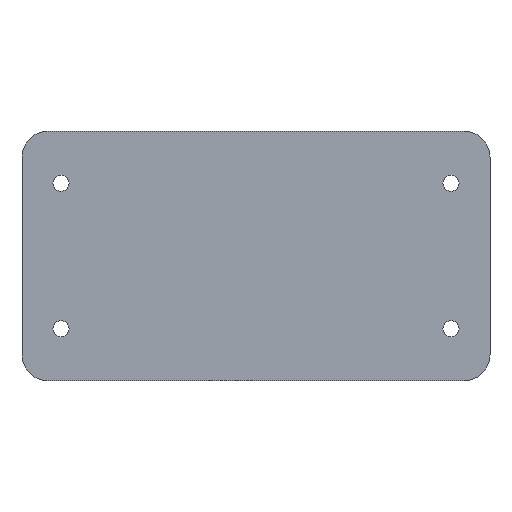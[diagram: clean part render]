
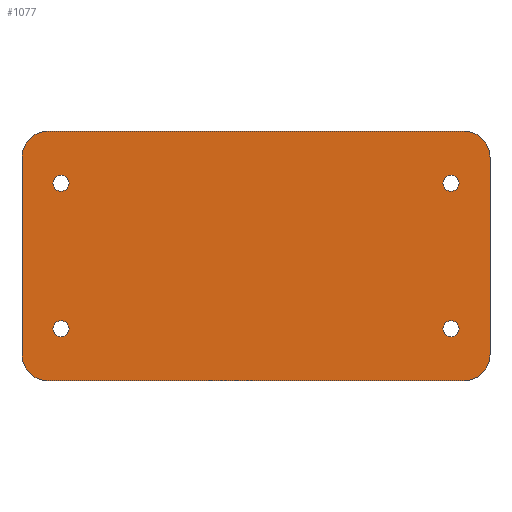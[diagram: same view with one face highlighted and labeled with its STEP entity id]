
A CAD part, front view. The second image highlights one B-rep face of the part: STEP entity #1077.
In plain terms, the highlighted planar face has unit normal (0, -1, 0).
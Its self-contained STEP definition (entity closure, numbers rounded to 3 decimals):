
#4 = LINE ( 'NONE', #48, #561 ) ;
#9 = ORIENTED_EDGE ( 'NONE', *, *, #834, .T. ) ;
#11 = EDGE_LOOP ( 'NONE', ( #1052, #584 ) ) ;
#22 = DIRECTION ( 'NONE',  ( 0., 0., 1. ) ) ;
#24 = VECTOR ( 'NONE', #317, 1000. ) ;
#28 = EDGE_CURVE ( 'NONE', #250, #730, #642, .T. ) ;
#32 = VERTEX_POINT ( 'NONE', #77 ) ;
#46 = CARTESIAN_POINT ( 'NONE',  ( 40., -35., -24. ) ) ;
#48 = CARTESIAN_POINT ( 'NONE',  ( -20., -35., 24. ) ) ;
#50 = DIRECTION ( 'NONE',  ( 0., -1., 0. ) ) ;
#61 = CARTESIAN_POINT ( 'NONE',  ( 37.5, -35., 14. ) ) ;
#74 = ORIENTED_EDGE ( 'NONE', *, *, #738, .T. ) ;
#77 = CARTESIAN_POINT ( 'NONE',  ( -37.5, -35., -15.55 ) ) ;
#78 = DIRECTION ( 'NONE',  ( 0., -1., 0. ) ) ;
#91 = VERTEX_POINT ( 'NONE', #1092 ) ;
#96 = CIRCLE ( 'NONE', #1034, 5. ) ;
#106 = EDGE_CURVE ( 'NONE', #730, #216, #972, .T. ) ;
#123 = FACE_OUTER_BOUND ( 'NONE', #1002, .T. ) ;
#129 = AXIS2_PLACEMENT_3D ( 'NONE', #1051, #622, #539 ) ;
#135 = CARTESIAN_POINT ( 'NONE',  ( 40., -35., 24. ) ) ;
#158 = CIRCLE ( 'NONE', #852, 1.55 ) ;
#169 = EDGE_CURVE ( 'NONE', #32, #550, #984, .T. ) ;
#172 = DIRECTION ( 'NONE',  ( 0., 0., -1. ) ) ;
#176 = AXIS2_PLACEMENT_3D ( 'NONE', #207, #963, #1046 ) ;
#179 = VERTEX_POINT ( 'NONE', #683 ) ;
#180 = VERTEX_POINT ( 'NONE', #256 ) ;
#184 = CIRCLE ( 'NONE', #886, 1.55 ) ;
#192 = ORIENTED_EDGE ( 'NONE', *, *, #242, .T. ) ;
#196 = CIRCLE ( 'NONE', #176, 5. ) ;
#197 = DIRECTION ( 'NONE',  ( 0., -1., 0. ) ) ;
#207 = CARTESIAN_POINT ( 'NONE',  ( -40., -35., 19. ) ) ;
#215 = CARTESIAN_POINT ( 'NONE',  ( -37.5, -35., 12.45 ) ) ;
#216 = VERTEX_POINT ( 'NONE', #781 ) ;
#236 = VERTEX_POINT ( 'NONE', #434 ) ;
#240 = DIRECTION ( 'NONE',  ( 0., 0., -1. ) ) ;
#242 = EDGE_CURVE ( 'NONE', #216, #461, #513, .T. ) ;
#250 = VERTEX_POINT ( 'NONE', #951 ) ;
#256 = CARTESIAN_POINT ( 'NONE',  ( 37.5, -35., -12.45 ) ) ;
#287 = VECTOR ( 'NONE', #864, 1000. ) ;
#317 = DIRECTION ( 'NONE',  ( 0., 0., -1. ) ) ;
#321 = CARTESIAN_POINT ( 'NONE',  ( 37.5, -35., -14. ) ) ;
#343 = AXIS2_PLACEMENT_3D ( 'NONE', #752, #924, #648 ) ;
#353 = CIRCLE ( 'NONE', #687, 1.55 ) ;
#374 = ORIENTED_EDGE ( 'NONE', *, *, #558, .F. ) ;
#382 = ORIENTED_EDGE ( 'NONE', *, *, #797, .F. ) ;
#384 = AXIS2_PLACEMENT_3D ( 'NONE', #430, #515, #518 ) ;
#389 = DIRECTION ( 'NONE',  ( 0., 0., 1. ) ) ;
#390 = EDGE_CURVE ( 'NONE', #817, #907, #158, .T. ) ;
#415 = CARTESIAN_POINT ( 'NONE',  ( -37.5, -35., -12.45 ) ) ;
#417 = DIRECTION ( 'NONE',  ( 0., -1., 0. ) ) ;
#430 = CARTESIAN_POINT ( 'NONE',  ( -37.5, -35., -14. ) ) ;
#434 = CARTESIAN_POINT ( 'NONE',  ( 45., -35., -19. ) ) ;
#454 = CARTESIAN_POINT ( 'NONE',  ( -37.5, -35., 14. ) ) ;
#456 = FACE_BOUND ( 'NONE', #11, .T. ) ;
#461 = VERTEX_POINT ( 'NONE', #46 ) ;
#462 = EDGE_CURVE ( 'NONE', #550, #32, #525, .T. ) ;
#471 = CARTESIAN_POINT ( 'NONE',  ( -37.5, -35., 14. ) ) ;
#475 = CIRCLE ( 'NONE', #992, 1.55 ) ;
#490 = CIRCLE ( 'NONE', #670, 1.55 ) ;
#494 = DIRECTION ( 'NONE',  ( 0., -1., 0. ) ) ;
#513 = LINE ( 'NONE', #592, #287 ) ;
#514 = ORIENTED_EDGE ( 'NONE', *, *, #798, .F. ) ;
#515 = DIRECTION ( 'NONE',  ( 0., -1., 0. ) ) ;
#518 = DIRECTION ( 'NONE',  ( 0., 0., 1. ) ) ;
#525 = CIRCLE ( 'NONE', #552, 1.55 ) ;
#531 = VERTEX_POINT ( 'NONE', #668 ) ;
#534 = CARTESIAN_POINT ( 'NONE',  ( 37.5, -35., 14. ) ) ;
#539 = DIRECTION ( 'NONE',  ( 0., 0., 1. ) ) ;
#550 = VERTEX_POINT ( 'NONE', #415 ) ;
#552 = AXIS2_PLACEMENT_3D ( 'NONE', #998, #50, #734 ) ;
#558 = EDGE_CURVE ( 'NONE', #807, #531, #702, .T. ) ;
#560 = DIRECTION ( 'NONE',  ( 1., 0., 0. ) ) ;
#561 = VECTOR ( 'NONE', #560, 1000. ) ;
#565 = ORIENTED_EDGE ( 'NONE', *, *, #733, .T. ) ;
#583 = EDGE_CURVE ( 'NONE', #180, #91, #490, .T. ) ;
#584 = ORIENTED_EDGE ( 'NONE', *, *, #583, .F. ) ;
#587 = CARTESIAN_POINT ( 'NONE',  ( -40., -35., -19. ) ) ;
#591 = CARTESIAN_POINT ( 'NONE',  ( 37.5, -35., -14. ) ) ;
#592 = CARTESIAN_POINT ( 'NONE',  ( -20., -35., -24. ) ) ;
#601 = ORIENTED_EDGE ( 'NONE', *, *, #169, .F. ) ;
#605 = FACE_BOUND ( 'NONE', #829, .T. ) ;
#614 = CARTESIAN_POINT ( 'NONE',  ( -45., -35., -19. ) ) ;
#622 = DIRECTION ( 'NONE',  ( 0., -1., 0. ) ) ;
#626 = DIRECTION ( 'NONE',  ( 0., 0., -1. ) ) ;
#642 = LINE ( 'NONE', #1076, #935 ) ;
#645 = CARTESIAN_POINT ( 'NONE',  ( 45., -35., 24. ) ) ;
#648 = DIRECTION ( 'NONE',  ( 0., 0., 1. ) ) ;
#668 = CARTESIAN_POINT ( 'NONE',  ( 37.5, -35., 12.45 ) ) ;
#670 = AXIS2_PLACEMENT_3D ( 'NONE', #591, #78, #172 ) ;
#683 = CARTESIAN_POINT ( 'NONE',  ( -40., -35., 24. ) ) ;
#687 = AXIS2_PLACEMENT_3D ( 'NONE', #321, #742, #240 ) ;
#702 = CIRCLE ( 'NONE', #1072, 1.55 ) ;
#709 = CIRCLE ( 'NONE', #129, 5. ) ;
#729 = ORIENTED_EDGE ( 'NONE', *, *, #28, .T. ) ;
#730 = VERTEX_POINT ( 'NONE', #614 ) ;
#731 = DIRECTION ( 'NONE',  ( 0., 0., 1. ) ) ;
#733 = EDGE_CURVE ( 'NONE', #987, #847, #709, .T. ) ;
#734 = DIRECTION ( 'NONE',  ( 0., 0., 1. ) ) ;
#738 = EDGE_CURVE ( 'NONE', #179, #250, #196, .T. ) ;
#742 = DIRECTION ( 'NONE',  ( 0., -1., 0. ) ) ;
#752 = CARTESIAN_POINT ( 'NONE',  ( -20., -35., 24. ) ) ;
#781 = CARTESIAN_POINT ( 'NONE',  ( -40., -35., -24. ) ) ;
#797 = EDGE_CURVE ( 'NONE', #531, #807, #184, .T. ) ;
#798 = EDGE_CURVE ( 'NONE', #907, #817, #475, .T. ) ;
#807 = VERTEX_POINT ( 'NONE', #1044 ) ;
#811 = FACE_BOUND ( 'NONE', #899, .T. ) ;
#817 = VERTEX_POINT ( 'NONE', #888 ) ;
#818 = ORIENTED_EDGE ( 'NONE', *, *, #462, .F. ) ;
#829 = EDGE_LOOP ( 'NONE', ( #514, #939 ) ) ;
#834 = EDGE_CURVE ( 'NONE', #461, #236, #96, .T. ) ;
#837 = PLANE ( 'NONE',  #343 ) ;
#847 = VERTEX_POINT ( 'NONE', #135 ) ;
#851 = DIRECTION ( 'NONE',  ( 0., 0., -1. ) ) ;
#852 = AXIS2_PLACEMENT_3D ( 'NONE', #471, #906, #389 ) ;
#864 = DIRECTION ( 'NONE',  ( 1., 0., 0. ) ) ;
#869 = LINE ( 'NONE', #645, #24 ) ;
#885 = DIRECTION ( 'NONE',  ( 0., -1., 0. ) ) ;
#886 = AXIS2_PLACEMENT_3D ( 'NONE', #534, #885, #626 ) ;
#888 = CARTESIAN_POINT ( 'NONE',  ( -37.5, -35., 15.55 ) ) ;
#889 = AXIS2_PLACEMENT_3D ( 'NONE', #587, #417, #1012 ) ;
#899 = EDGE_LOOP ( 'NONE', ( #382, #374 ) ) ;
#906 = DIRECTION ( 'NONE',  ( 0., -1., 0. ) ) ;
#907 = VERTEX_POINT ( 'NONE', #215 ) ;
#924 = DIRECTION ( 'NONE',  ( 0., 1., 0. ) ) ;
#935 = VECTOR ( 'NONE', #1004, 1000. ) ;
#939 = ORIENTED_EDGE ( 'NONE', *, *, #390, .F. ) ;
#951 = CARTESIAN_POINT ( 'NONE',  ( -45., -35., 19. ) ) ;
#957 = EDGE_CURVE ( 'NONE', #987, #236, #869, .T. ) ;
#963 = DIRECTION ( 'NONE',  ( 0., -1., 0. ) ) ;
#968 = EDGE_CURVE ( 'NONE', #179, #847, #4, .T. ) ;
#972 = CIRCLE ( 'NONE', #889, 5. ) ;
#984 = CIRCLE ( 'NONE', #384, 1.55 ) ;
#987 = VERTEX_POINT ( 'NONE', #1006 ) ;
#992 = AXIS2_PLACEMENT_3D ( 'NONE', #454, #197, #22 ) ;
#996 = ORIENTED_EDGE ( 'NONE', *, *, #968, .F. ) ;
#998 = CARTESIAN_POINT ( 'NONE',  ( -37.5, -35., -14. ) ) ;
#1001 = ORIENTED_EDGE ( 'NONE', *, *, #106, .T. ) ;
#1002 = EDGE_LOOP ( 'NONE', ( #1041, #565, #996, #74, #729, #1001, #192, #9 ) ) ;
#1004 = DIRECTION ( 'NONE',  ( 0., 0., -1. ) ) ;
#1006 = CARTESIAN_POINT ( 'NONE',  ( 45., -35., 19. ) ) ;
#1012 = DIRECTION ( 'NONE',  ( 0., 0., 1. ) ) ;
#1034 = AXIS2_PLACEMENT_3D ( 'NONE', #1057, #1054, #731 ) ;
#1041 = ORIENTED_EDGE ( 'NONE', *, *, #957, .F. ) ;
#1044 = CARTESIAN_POINT ( 'NONE',  ( 37.5, -35., 15.55 ) ) ;
#1045 = FACE_BOUND ( 'NONE', #1063, .T. ) ;
#1046 = DIRECTION ( 'NONE',  ( 0., 0., 1. ) ) ;
#1051 = CARTESIAN_POINT ( 'NONE',  ( 40., -35., 19. ) ) ;
#1052 = ORIENTED_EDGE ( 'NONE', *, *, #1061, .F. ) ;
#1054 = DIRECTION ( 'NONE',  ( 0., -1., 0. ) ) ;
#1057 = CARTESIAN_POINT ( 'NONE',  ( 40., -35., -19. ) ) ;
#1061 = EDGE_CURVE ( 'NONE', #91, #180, #353, .T. ) ;
#1063 = EDGE_LOOP ( 'NONE', ( #601, #818 ) ) ;
#1072 = AXIS2_PLACEMENT_3D ( 'NONE', #61, #494, #851 ) ;
#1076 = CARTESIAN_POINT ( 'NONE',  ( -45., -35., 24. ) ) ;
#1077 = ADVANCED_FACE ( 'NONE', ( #456, #605, #1045, #811, #123 ), #837, .F. ) ;
#1092 = CARTESIAN_POINT ( 'NONE',  ( 37.5, -35., -15.55 ) ) ;
